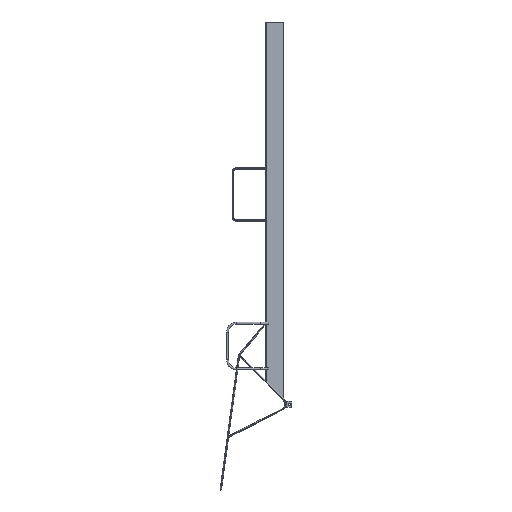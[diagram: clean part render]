
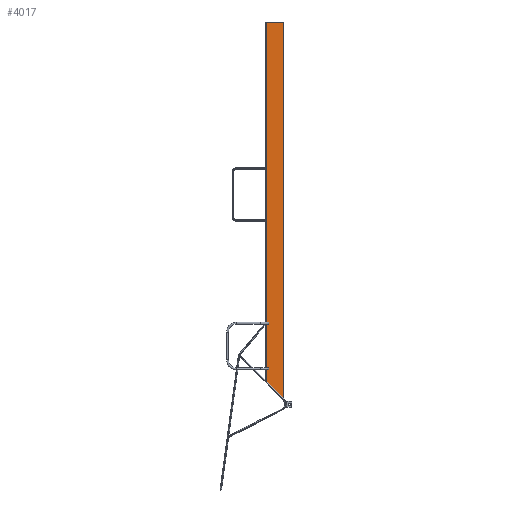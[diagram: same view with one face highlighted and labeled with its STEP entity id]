
A CAD part, left-side view. The second image highlights one B-rep face of the part: STEP entity #4017.
In plain terms, the highlighted planar face has unit normal (-1, 0, 0).
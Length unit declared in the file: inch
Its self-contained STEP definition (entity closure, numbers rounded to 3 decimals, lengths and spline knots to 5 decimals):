
#19=FACE_BOUND('',#751,.T.);
#20=FACE_BOUND('',#752,.T.);
#173=CIRCLE('',#4313,0.15625);
#174=CIRCLE('',#4314,0.15625);
#508=FACE_OUTER_BOUND('',#750,.T.);
#750=EDGE_LOOP('',(#2777,#2778,#2779,#2780,#2781,#2782,#2783));
#751=EDGE_LOOP('',(#2784));
#752=EDGE_LOOP('',(#2785));
#998=LINE('',#6112,#1337);
#1028=LINE('',#6481,#1367);
#1032=LINE('',#6488,#1371);
#1037=LINE('',#6500,#1376);
#1038=LINE('',#6501,#1377);
#1039=LINE('',#6503,#1378);
#1040=LINE('',#6504,#1379);
#1337=VECTOR('',#4768,0.3937);
#1367=VECTOR('',#4894,9.65401);
#1371=VECTOR('',#4898,28.98433);
#1376=VECTOR('',#4907,0.11919);
#1377=VECTOR('',#4908,0.14134);
#1378=VECTOR('',#4909,4.24264);
#1379=VECTOR('',#4910,41.82322);
#1676=VERTEX_POINT('',#6109);
#1677=VERTEX_POINT('',#6111);
#1739=VERTEX_POINT('',#6479);
#1740=VERTEX_POINT('',#6480);
#1743=VERTEX_POINT('',#6486);
#1748=VERTEX_POINT('',#6499);
#1749=VERTEX_POINT('',#6502);
#1750=VERTEX_POINT('',#6505);
#1751=VERTEX_POINT('',#6507);
#2055=EDGE_CURVE('',#1676,#1677,#998,.T.);
#2131=EDGE_CURVE('',#1739,#1740,#1028,.T.);
#2135=EDGE_CURVE('',#1676,#1743,#1032,.T.);
#2141=EDGE_CURVE('',#1748,#1743,#1037,.T.);
#2142=EDGE_CURVE('',#1739,#1748,#1038,.T.);
#2143=EDGE_CURVE('',#1749,#1740,#1039,.T.);
#2144=EDGE_CURVE('',#1677,#1749,#1040,.T.);
#2145=EDGE_CURVE('',#1750,#1750,#173,.T.);
#2146=EDGE_CURVE('',#1751,#1751,#174,.T.);
#2777=ORIENTED_EDGE('',*,*,#2141,.F.);
#2778=ORIENTED_EDGE('',*,*,#2142,.F.);
#2779=ORIENTED_EDGE('',*,*,#2131,.T.);
#2780=ORIENTED_EDGE('',*,*,#2143,.F.);
#2781=ORIENTED_EDGE('',*,*,#2144,.F.);
#2782=ORIENTED_EDGE('',*,*,#2055,.F.);
#2783=ORIENTED_EDGE('',*,*,#2135,.T.);
#2784=ORIENTED_EDGE('',*,*,#2145,.F.);
#2785=ORIENTED_EDGE('',*,*,#2146,.F.);
#3921=PLANE('',#4312);
#4017=ADVANCED_FACE('',(#508,#19,#20),#3921,.T.);
#4312=AXIS2_PLACEMENT_3D('',#6498,#4905,#4906);
#4313=AXIS2_PLACEMENT_3D('',#6506,#4911,#4912);
#4314=AXIS2_PLACEMENT_3D('',#6508,#4913,#4914);
#4768=DIRECTION('',(0.,-1.,0.));
#4894=DIRECTION('',(0.,0.,-1.));
#4898=DIRECTION('',(0.,0.,-1.));
#4905=DIRECTION('center_axis',(-1.,0.,0.));
#4906=DIRECTION('ref_axis',(0.,0.,1.));
#4907=DIRECTION('',(0.,0.764,0.645));
#4908=DIRECTION('',(0.,-0.645,0.764));
#4909=DIRECTION('',(0.,0.707,0.707));
#4910=DIRECTION('',(0.,0.,-1.));
#4911=DIRECTION('center_axis',(-1.,0.,0.));
#4912=DIRECTION('ref_axis',(0.,-1.,0.));
#4913=DIRECTION('center_axis',(-1.,0.,0.));
#4914=DIRECTION('ref_axis',(0.,-1.,0.));
#6109=CARTESIAN_POINT('',(-1.125,3.,64.));
#6111=CARTESIAN_POINT('',(-1.125,0.,64.));
#6112=CARTESIAN_POINT('',(-1.125,3.,64.));
#6479=CARTESIAN_POINT('',(-1.125,3.,12.83078));
#6480=CARTESIAN_POINT('',(-1.125,3.,3.17678));
#6481=CARTESIAN_POINT('',(-1.125,3.,12.83078));
#6486=CARTESIAN_POINT('',(-1.125,3.,13.01567));
#6488=CARTESIAN_POINT('',(-1.125,3.,42.));
#6498=CARTESIAN_POINT('Origin',(-1.125,0.,42.));
#6499=CARTESIAN_POINT('',(-1.125,2.90888,12.93883));
#6500=CARTESIAN_POINT('',(-1.125,2.90888,12.93883));
#6501=CARTESIAN_POINT('',(-1.125,3.,12.83078));
#6502=CARTESIAN_POINT('',(-1.125,0.,0.17678));
#6503=CARTESIAN_POINT('',(-1.125,0.,0.17678));
#6504=CARTESIAN_POINT('',(-1.125,0.,42.));
#6505=CARTESIAN_POINT('',(-1.125,2.68694,5.42357));
#6506=CARTESIAN_POINT('Origin',(-1.125,2.68694,5.26732));
#6507=CARTESIAN_POINT('',(-1.125,2.68694,13.12621));
#6508=CARTESIAN_POINT('Origin',(-1.125,2.68694,12.96996));
